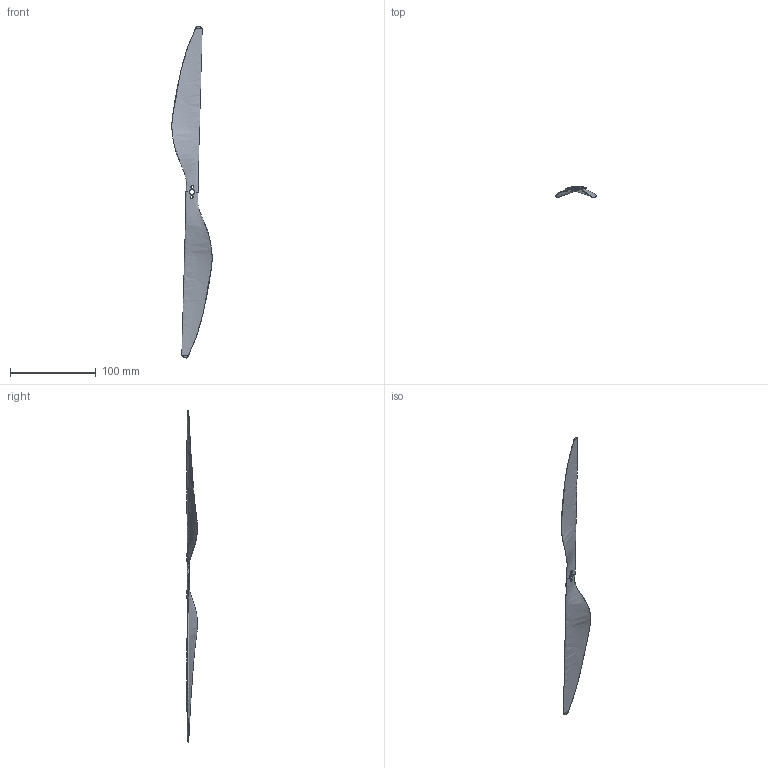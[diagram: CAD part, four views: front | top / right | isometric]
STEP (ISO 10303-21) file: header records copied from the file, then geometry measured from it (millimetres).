
FILE_DESCRIPTION (( 'STEP AP203' ), '1' );
FILE_NAME ('wing1_Default_sldprt.STEP', '2020-10-06T08:48:33', ( '' ), ( '' ), 'SwSTEP 2.0', 'SolidWorks 2020', '' );
FILE_SCHEMA (( 'CONFIG_CONTROL_DESIGN' ));
Length unit declared in the file: millimetre
Products named in the file (1): wing1_Default_sldprt
Bounding box: 46.87 x 12.55 x 386.07 mm (x, y, z)
Volume: 19956.5 mm3; surface area: 18790.4 mm2
Topology: 1 solids, 1 shells, 14 faces, 46 edges, 28 vertices
Faces by surface type: bspline 8, cylinder 6
Entity records: 13672 total; most frequent: CARTESIAN_POINT 13298, ORIENTED_EDGE 84, EDGE_CURVE 42, B_SPLINE_CURVE_WITH_KNOTS 36, VERTEX_POINT 28, DIRECTION 20, EDGE_LOOP 18, FACE_OUTER_BOUND 14
